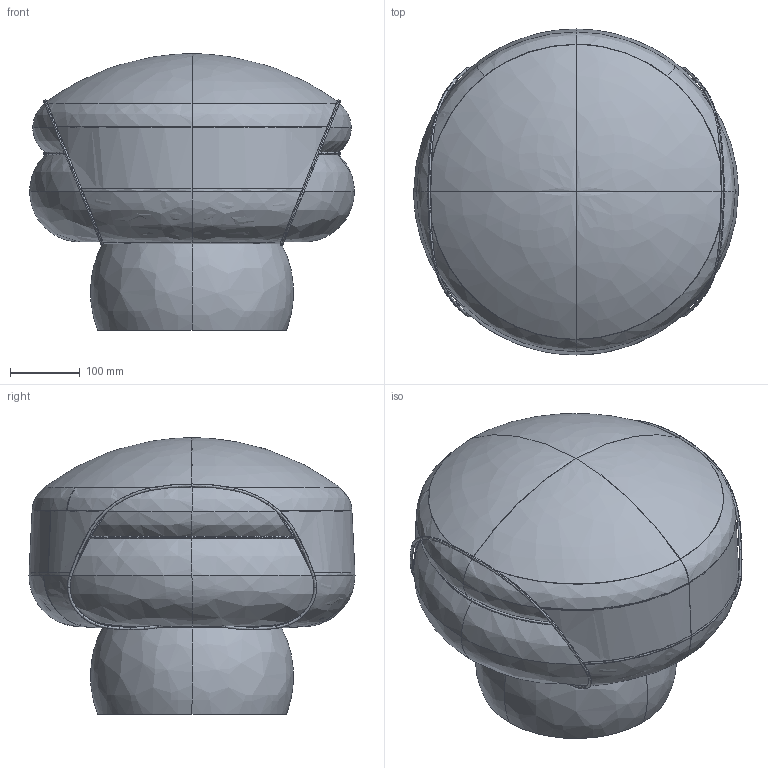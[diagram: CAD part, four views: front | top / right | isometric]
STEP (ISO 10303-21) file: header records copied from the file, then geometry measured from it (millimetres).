
FILE_DESCRIPTION(/* description */ (''),/* implementation_level */ '2;1');
FILE_NAME(/* name */ 'Patroclo_3D',/* time_stamp */ '2011-11-15T17:27:21+01:00',/* author */ (''),/* organization */ (''),/* preprocessor_version */ 'ST-DEVELOPER v10',/* originating_system */ '',/* authorisation */ '');
FILE_SCHEMA (('CONFIG_CONTROL_DESIGN'));
Length unit declared in the file: millimetre
Products named in the file (1): 1
Bounding box: 464.87 x 466.87 x 396 mm (x, y, z)
Volume: 3457585.7 mm3; surface area: 2074910.7 mm2
Topology: 8 solids, 8 shells, 320 faces, 696 edges, 377 vertices
Faces by surface type: bspline 314, plane 6
Entity records: 10418 total; most frequent: CARTESIAN_POINT 6821, ORIENTED_EDGE 1384, EDGE_CURVE 692, VERTEX_POINT 377, EDGE_LOOP 321, ADVANCED_FACE 320, FACE_OUTER_BOUND 320, B_SPLINE_CURVE_WITH_KNOTS 58
